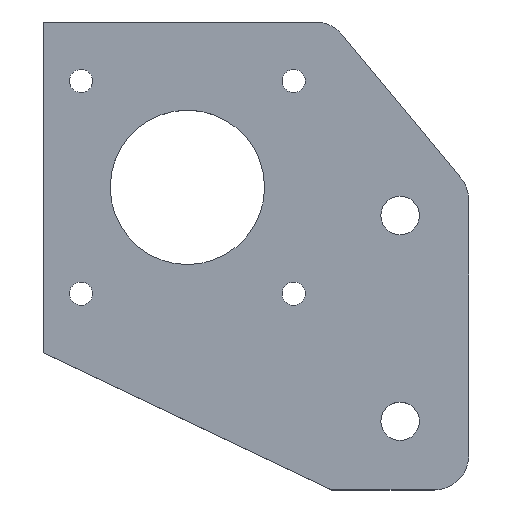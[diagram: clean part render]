
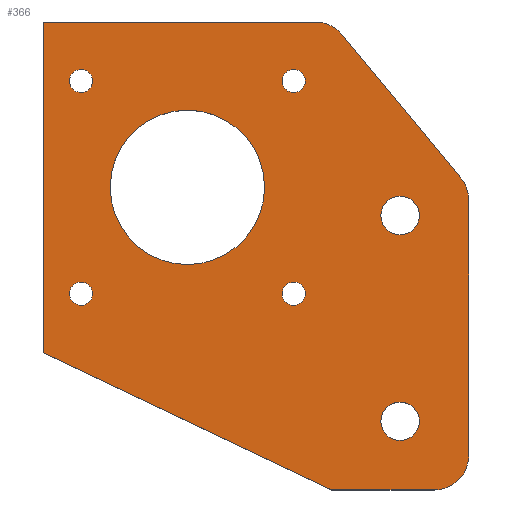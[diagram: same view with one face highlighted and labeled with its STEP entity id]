
A CAD part, top view. The second image highlights one B-rep face of the part: STEP entity #366.
In plain terms, the highlighted planar face has unit normal (0, 0, 1).
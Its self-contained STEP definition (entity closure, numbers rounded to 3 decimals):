
#22=FACE_BOUND('',#80,.T.);
#23=FACE_BOUND('',#81,.T.);
#24=FACE_BOUND('',#82,.T.);
#25=FACE_BOUND('',#83,.T.);
#26=FACE_BOUND('',#84,.T.);
#27=FACE_BOUND('',#85,.T.);
#28=FACE_BOUND('',#86,.T.);
#36=PLANE('',#418);
#54=FACE_OUTER_BOUND('',#79,.T.);
#79=EDGE_LOOP('',(#323,#324,#325,#326,#327,#328,#329,#330,#331));
#80=EDGE_LOOP('',(#332));
#81=EDGE_LOOP('',(#333));
#82=EDGE_LOOP('',(#334));
#83=EDGE_LOOP('',(#335));
#84=EDGE_LOOP('',(#336));
#85=EDGE_LOOP('',(#337));
#86=EDGE_LOOP('',(#338));
#91=LINE('',#540,#119);
#100=LINE('',#578,#128);
#109=LINE('',#612,#137);
#110=LINE('',#615,#138);
#112=LINE('',#619,#140);
#114=LINE('',#622,#142);
#119=VECTOR('',#433,10.);
#128=VECTOR('',#468,10.);
#137=VECTOR('',#511,10.);
#138=VECTOR('',#514,10.);
#140=VECTOR('',#518,10.);
#142=VECTOR('',#522,10.);
#143=CIRCLE('',#382,5.);
#154=CIRCLE('',#396,5.);
#155=CIRCLE('',#399,5.);
#156=CIRCLE('',#401,11.25);
#157=CIRCLE('',#403,1.7);
#158=CIRCLE('',#405,1.7);
#159=CIRCLE('',#407,2.8);
#160=CIRCLE('',#409,2.8);
#161=CIRCLE('',#411,1.7);
#162=CIRCLE('',#413,1.7);
#163=VERTEX_POINT('',#527);
#164=VERTEX_POINT('',#528);
#168=VERTEX_POINT('',#538);
#182=VERTEX_POINT('',#570);
#183=VERTEX_POINT('',#571);
#184=VERTEX_POINT('',#576);
#185=VERTEX_POINT('',#580);
#186=VERTEX_POINT('',#584);
#187=VERTEX_POINT('',#588);
#188=VERTEX_POINT('',#592);
#189=VERTEX_POINT('',#596);
#190=VERTEX_POINT('',#600);
#191=VERTEX_POINT('',#604);
#192=VERTEX_POINT('',#608);
#193=VERTEX_POINT('',#614);
#194=VERTEX_POINT('',#618);
#195=EDGE_CURVE('',#163,#164,#143,.T.);
#201=EDGE_CURVE('',#163,#168,#91,.T.);
#216=EDGE_CURVE('',#182,#183,#154,.T.);
#220=EDGE_CURVE('',#182,#184,#100,.T.);
#221=EDGE_CURVE('',#185,#184,#155,.T.);
#223=EDGE_CURVE('',#186,#186,#156,.T.);
#225=EDGE_CURVE('',#187,#187,#157,.T.);
#227=EDGE_CURVE('',#188,#188,#158,.T.);
#229=EDGE_CURVE('',#189,#189,#159,.T.);
#231=EDGE_CURVE('',#190,#190,#160,.T.);
#233=EDGE_CURVE('',#191,#191,#161,.T.);
#235=EDGE_CURVE('',#192,#192,#162,.T.);
#237=EDGE_CURVE('',#185,#164,#109,.T.);
#238=EDGE_CURVE('',#193,#183,#110,.T.);
#240=EDGE_CURVE('',#194,#193,#112,.T.);
#242=EDGE_CURVE('',#168,#194,#114,.T.);
#323=ORIENTED_EDGE('',*,*,#195,.F.);
#324=ORIENTED_EDGE('',*,*,#201,.T.);
#325=ORIENTED_EDGE('',*,*,#242,.T.);
#326=ORIENTED_EDGE('',*,*,#240,.T.);
#327=ORIENTED_EDGE('',*,*,#238,.T.);
#328=ORIENTED_EDGE('',*,*,#216,.F.);
#329=ORIENTED_EDGE('',*,*,#220,.T.);
#330=ORIENTED_EDGE('',*,*,#221,.F.);
#331=ORIENTED_EDGE('',*,*,#237,.T.);
#332=ORIENTED_EDGE('',*,*,#235,.T.);
#333=ORIENTED_EDGE('',*,*,#233,.T.);
#334=ORIENTED_EDGE('',*,*,#231,.T.);
#335=ORIENTED_EDGE('',*,*,#229,.T.);
#336=ORIENTED_EDGE('',*,*,#227,.T.);
#337=ORIENTED_EDGE('',*,*,#225,.T.);
#338=ORIENTED_EDGE('',*,*,#223,.T.);
#366=ADVANCED_FACE('',(#54,#22,#23,#24,#25,#26,#27,#28),#36,.T.);
#382=AXIS2_PLACEMENT_3D('',#529,#423,#424);
#396=AXIS2_PLACEMENT_3D('',#572,#461,#462);
#399=AXIS2_PLACEMENT_3D('',#581,#471,#472);
#401=AXIS2_PLACEMENT_3D('',#585,#476,#477);
#403=AXIS2_PLACEMENT_3D('',#589,#481,#482);
#405=AXIS2_PLACEMENT_3D('',#593,#486,#487);
#407=AXIS2_PLACEMENT_3D('',#597,#491,#492);
#409=AXIS2_PLACEMENT_3D('',#601,#496,#497);
#411=AXIS2_PLACEMENT_3D('',#605,#501,#502);
#413=AXIS2_PLACEMENT_3D('',#609,#506,#507);
#418=AXIS2_PLACEMENT_3D('',#623,#523,#524);
#423=DIRECTION('center_axis',(0.,0.,-1.));
#424=DIRECTION('ref_axis',(0.425,0.905,0.));
#433=DIRECTION('',(-1.,0.,0.));
#461=DIRECTION('center_axis',(0.,0.,-1.));
#462=DIRECTION('ref_axis',(0.707,-0.707,0.));
#468=DIRECTION('',(0.,1.,0.));
#471=DIRECTION('center_axis',(0.,0.,-1.));
#472=DIRECTION('ref_axis',(0.941,0.339,0.));
#476=DIRECTION('center_axis',(0.,0.,-1.));
#477=DIRECTION('ref_axis',(1.,0.,0.));
#481=DIRECTION('center_axis',(0.,0.,-1.));
#482=DIRECTION('ref_axis',(1.,0.,0.));
#486=DIRECTION('center_axis',(0.,0.,-1.));
#487=DIRECTION('ref_axis',(1.,0.,0.));
#491=DIRECTION('center_axis',(0.,0.,-1.));
#492=DIRECTION('ref_axis',(1.,0.,0.));
#496=DIRECTION('center_axis',(0.,0.,-1.));
#497=DIRECTION('ref_axis',(1.,0.,0.));
#501=DIRECTION('center_axis',(0.,0.,-1.));
#502=DIRECTION('ref_axis',(1.,0.,0.));
#506=DIRECTION('center_axis',(0.,0.,-1.));
#507=DIRECTION('ref_axis',(1.,0.,0.));
#511=DIRECTION('',(-0.639,0.77,0.));
#514=DIRECTION('',(1.,0.,0.));
#518=DIRECTION('',(0.903,-0.43,0.));
#522=DIRECTION('',(0.,-1.,0.));
#523=DIRECTION('center_axis',(0.,0.,1.));
#524=DIRECTION('ref_axis',(1.,0.,0.));
#527=CARTESIAN_POINT('',(39.652,48.2,5.));
#528=CARTESIAN_POINT('',(43.5,46.393,5.));
#529=CARTESIAN_POINT('Origin',(39.652,43.2,5.));
#538=CARTESIAN_POINT('',(0.,48.2,5.));
#540=CARTESIAN_POINT('',(62.,48.2,5.));
#570=CARTESIAN_POINT('',(62.,-15.,5.));
#571=CARTESIAN_POINT('',(57.,-20.,5.));
#572=CARTESIAN_POINT('Origin',(57.,-15.,5.));
#576=CARTESIAN_POINT('',(62.,22.296,5.));
#578=CARTESIAN_POINT('',(62.,0.,5.));
#580=CARTESIAN_POINT('',(60.848,25.489,5.));
#581=CARTESIAN_POINT('Origin',(57.,22.296,5.));
#584=CARTESIAN_POINT('',(9.75,24.1,5.));
#585=CARTESIAN_POINT('Origin',(21.,24.1,5.));
#588=CARTESIAN_POINT('',(34.8,39.6,5.));
#589=CARTESIAN_POINT('Origin',(36.5,39.6,5.));
#592=CARTESIAN_POINT('',(34.8,8.6,5.));
#593=CARTESIAN_POINT('Origin',(36.5,8.6,5.));
#596=CARTESIAN_POINT('',(49.2,20.,5.));
#597=CARTESIAN_POINT('Origin',(52.,20.,5.));
#600=CARTESIAN_POINT('',(49.2,-10.,5.));
#601=CARTESIAN_POINT('Origin',(52.,-10.,5.));
#604=CARTESIAN_POINT('',(3.8,8.6,5.));
#605=CARTESIAN_POINT('Origin',(5.5,8.6,5.));
#608=CARTESIAN_POINT('',(3.8,39.6,5.));
#609=CARTESIAN_POINT('Origin',(5.5,39.6,5.));
#612=CARTESIAN_POINT('',(42.,48.2,5.));
#614=CARTESIAN_POINT('',(42.,-20.,5.));
#615=CARTESIAN_POINT('',(62.,-20.,5.));
#618=CARTESIAN_POINT('',(0.,0.,5.));
#619=CARTESIAN_POINT('',(0.,0.,5.));
#622=CARTESIAN_POINT('',(0.,48.2,5.));
#623=CARTESIAN_POINT('Origin',(31.,14.1,5.));
